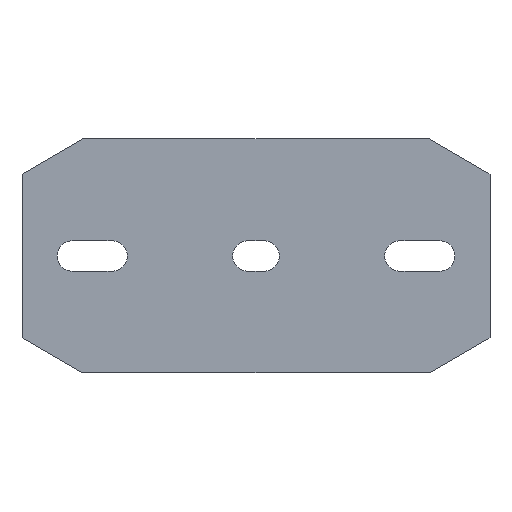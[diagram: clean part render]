
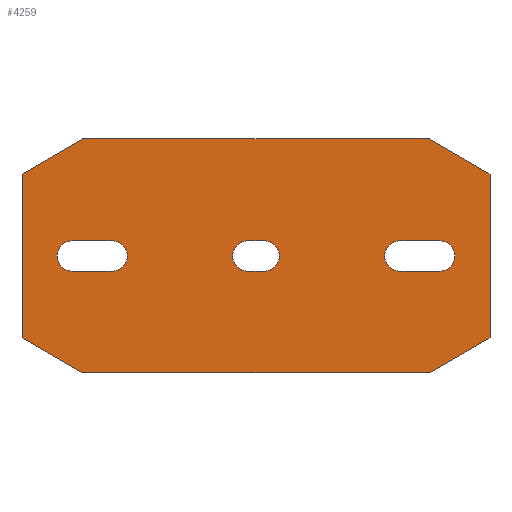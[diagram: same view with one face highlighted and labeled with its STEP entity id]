
A CAD part, front view. The second image highlights one B-rep face of the part: STEP entity #4259.
In plain terms, the highlighted planar face has unit normal (0, -1, 0).
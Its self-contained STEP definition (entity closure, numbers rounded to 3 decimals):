
#2=DIRECTION('',(-0.866,0.,0.5));
#3=VECTOR('',#2,30.);
#4=CARTESIAN_POINT('',(-74.019,0.,-50.));
#5=LINE('',#4,#3);
#6=DIRECTION('',(0.,0.,1.));
#7=VECTOR('',#6,70.);
#8=CARTESIAN_POINT('',(-100.,0.,-35.));
#9=LINE('',#8,#7);
#10=DIRECTION('',(0.866,0.,0.5));
#11=VECTOR('',#10,30.);
#12=CARTESIAN_POINT('',(-100.,0.,35.));
#13=LINE('',#12,#11);
#14=DIRECTION('',(1.,0.,0.));
#15=VECTOR('',#14,148.038);
#16=CARTESIAN_POINT('',(-74.019,0.,50.));
#17=LINE('',#16,#15);
#18=DIRECTION('',(0.866,0.,-0.5));
#19=VECTOR('',#18,30.);
#20=CARTESIAN_POINT('',(74.019,0.,50.));
#21=LINE('',#20,#19);
#22=DIRECTION('',(0.,0.,-1.));
#23=VECTOR('',#22,70.);
#24=CARTESIAN_POINT('',(100.,0.,35.));
#25=LINE('',#24,#23);
#26=DIRECTION('',(-0.866,0.,-0.5));
#27=VECTOR('',#26,30.);
#28=CARTESIAN_POINT('',(100.,0.,-35.));
#29=LINE('',#28,#27);
#30=DIRECTION('',(-1.,0.,0.));
#31=VECTOR('',#30,148.038);
#32=CARTESIAN_POINT('',(74.019,0.,-50.));
#33=LINE('',#32,#31);
#34=CARTESIAN_POINT('',(-78.5,0.,0.));
#35=DIRECTION('',(0.,1.,0.));
#36=DIRECTION('',(0.,0.,-1.));
#37=AXIS2_PLACEMENT_3D('',#34,#35,#36);
#39=DIRECTION('',(-1.,0.,0.));
#40=VECTOR('',#39,17.);
#41=CARTESIAN_POINT('',(-61.5,0.,-6.5));
#42=LINE('',#41,#40);
#43=CARTESIAN_POINT('',(-61.5,0.,0.));
#44=DIRECTION('',(0.,1.,0.));
#45=DIRECTION('',(0.,0.,1.));
#46=AXIS2_PLACEMENT_3D('',#43,#44,#45);
#48=DIRECTION('',(1.,0.,0.));
#49=VECTOR('',#48,17.);
#50=CARTESIAN_POINT('',(-78.5,0.,6.5));
#51=LINE('',#50,#49);
#52=CARTESIAN_POINT('',(78.5,0.,0.));
#53=DIRECTION('',(0.,-1.,0.));
#54=DIRECTION('',(0.,0.,-1.));
#55=AXIS2_PLACEMENT_3D('',#52,#53,#54);
#57=DIRECTION('',(-1.,0.,0.));
#58=VECTOR('',#57,17.);
#59=CARTESIAN_POINT('',(78.5,0.,6.5));
#60=LINE('',#59,#58);
#61=CARTESIAN_POINT('',(61.5,0.,0.));
#62=DIRECTION('',(0.,-1.,0.));
#63=DIRECTION('',(0.,0.,1.));
#64=AXIS2_PLACEMENT_3D('',#61,#62,#63);
#66=DIRECTION('',(1.,0.,0.));
#67=VECTOR('',#66,17.);
#68=CARTESIAN_POINT('',(61.5,0.,-6.5));
#69=LINE('',#68,#67);
#70=CARTESIAN_POINT('',(-3.5,0.,0.));
#71=DIRECTION('',(0.,1.,0.));
#72=DIRECTION('',(0.,0.,-1.));
#73=AXIS2_PLACEMENT_3D('',#70,#71,#72);
#75=DIRECTION('',(-1.,0.,0.));
#76=VECTOR('',#75,7.);
#77=CARTESIAN_POINT('',(3.5,0.,-6.5));
#78=LINE('',#77,#76);
#79=CARTESIAN_POINT('',(3.5,0.,0.));
#80=DIRECTION('',(0.,1.,0.));
#81=DIRECTION('',(0.,0.,1.));
#82=AXIS2_PLACEMENT_3D('',#79,#80,#81);
#84=DIRECTION('',(1.,0.,0.));
#85=VECTOR('',#84,7.);
#86=CARTESIAN_POINT('',(-3.5,0.,6.5));
#87=LINE('',#86,#85);
#3214=CARTESIAN_POINT('',(-74.019,0.,-50.));
#3215=CARTESIAN_POINT('',(-100.,0.,-35.));
#3216=VERTEX_POINT('',#3214);
#3217=VERTEX_POINT('',#3215);
#3218=CARTESIAN_POINT('',(-100.,0.,35.));
#3219=VERTEX_POINT('',#3218);
#3220=CARTESIAN_POINT('',(-74.019,0.,50.));
#3221=VERTEX_POINT('',#3220);
#3222=CARTESIAN_POINT('',(74.019,0.,50.));
#3223=VERTEX_POINT('',#3222);
#3224=CARTESIAN_POINT('',(100.,0.,35.));
#3225=VERTEX_POINT('',#3224);
#3226=CARTESIAN_POINT('',(100.,0.,-35.));
#3227=VERTEX_POINT('',#3226);
#3228=CARTESIAN_POINT('',(74.019,0.,-50.));
#3229=VERTEX_POINT('',#3228);
#3246=CARTESIAN_POINT('',(-78.5,0.,-6.5));
#3247=CARTESIAN_POINT('',(-78.5,0.,6.5));
#3248=VERTEX_POINT('',#3246);
#3249=VERTEX_POINT('',#3247);
#3250=CARTESIAN_POINT('',(-61.5,0.,6.5));
#3251=VERTEX_POINT('',#3250);
#3252=CARTESIAN_POINT('',(-61.5,0.,-6.5));
#3253=VERTEX_POINT('',#3252);
#3262=CARTESIAN_POINT('',(78.5,0.,-6.5));
#3263=CARTESIAN_POINT('',(78.5,0.,6.5));
#3264=VERTEX_POINT('',#3262);
#3265=VERTEX_POINT('',#3263);
#3266=CARTESIAN_POINT('',(61.5,0.,6.5));
#3267=VERTEX_POINT('',#3266);
#3268=CARTESIAN_POINT('',(61.5,0.,-6.5));
#3269=VERTEX_POINT('',#3268);
#3278=CARTESIAN_POINT('',(-3.5,0.,-6.5));
#3279=CARTESIAN_POINT('',(-3.5,0.,6.5));
#3280=VERTEX_POINT('',#3278);
#3281=VERTEX_POINT('',#3279);
#3282=CARTESIAN_POINT('',(3.5,0.,6.5));
#3283=VERTEX_POINT('',#3282);
#3284=CARTESIAN_POINT('',(3.5,0.,-6.5));
#3285=VERTEX_POINT('',#3284);
#4206=CARTESIAN_POINT('',(0.,0.,0.));
#4207=DIRECTION('',(0.,1.,0.));
#4208=DIRECTION('',(1.,0.,0.));
#4209=AXIS2_PLACEMENT_3D('',#4206,#4207,#4208);
#4210=PLANE('',#4209);
#4212=ORIENTED_EDGE('',*,*,#4211,.T.);
#4214=ORIENTED_EDGE('',*,*,#4213,.T.);
#4216=ORIENTED_EDGE('',*,*,#4215,.T.);
#4218=ORIENTED_EDGE('',*,*,#4217,.T.);
#4220=ORIENTED_EDGE('',*,*,#4219,.T.);
#4222=ORIENTED_EDGE('',*,*,#4221,.T.);
#4224=ORIENTED_EDGE('',*,*,#4223,.T.);
#4226=ORIENTED_EDGE('',*,*,#4225,.T.);
#4227=EDGE_LOOP('',(#4212,#4214,#4216,#4218,#4220,#4222,#4224,#4226));
#4228=FACE_OUTER_BOUND('',#4227,.F.);
#4230=ORIENTED_EDGE('',*,*,#4229,.F.);
#4232=ORIENTED_EDGE('',*,*,#4231,.F.);
#4234=ORIENTED_EDGE('',*,*,#4233,.F.);
#4236=ORIENTED_EDGE('',*,*,#4235,.F.);
#4237=EDGE_LOOP('',(#4230,#4232,#4234,#4236));
#4238=FACE_BOUND('',#4237,.F.);
#4240=ORIENTED_EDGE('',*,*,#4239,.T.);
#4242=ORIENTED_EDGE('',*,*,#4241,.T.);
#4244=ORIENTED_EDGE('',*,*,#4243,.T.);
#4246=ORIENTED_EDGE('',*,*,#4245,.T.);
#4247=EDGE_LOOP('',(#4240,#4242,#4244,#4246));
#4248=FACE_BOUND('',#4247,.F.);
#4250=ORIENTED_EDGE('',*,*,#4249,.F.);
#4252=ORIENTED_EDGE('',*,*,#4251,.F.);
#4254=ORIENTED_EDGE('',*,*,#4253,.F.);
#4256=ORIENTED_EDGE('',*,*,#4255,.F.);
#4257=EDGE_LOOP('',(#4250,#4252,#4254,#4256));
#4258=FACE_BOUND('',#4257,.F.);
#4259=ADVANCED_FACE('',(#4228,#4238,#4248,#4258),#4210,.F.);
#38=CIRCLE('',#37,6.5);
#47=CIRCLE('',#46,6.5);
#56=CIRCLE('',#55,6.5);
#65=CIRCLE('',#64,6.5);
#74=CIRCLE('',#73,6.5);
#83=CIRCLE('',#82,6.5);
#4211=EDGE_CURVE('',#3216,#3217,#5,.T.);
#4213=EDGE_CURVE('',#3217,#3219,#9,.T.);
#4215=EDGE_CURVE('',#3219,#3221,#13,.T.);
#4217=EDGE_CURVE('',#3221,#3223,#17,.T.);
#4219=EDGE_CURVE('',#3223,#3225,#21,.T.);
#4221=EDGE_CURVE('',#3225,#3227,#25,.T.);
#4223=EDGE_CURVE('',#3227,#3229,#29,.T.);
#4225=EDGE_CURVE('',#3229,#3216,#33,.T.);
#4229=EDGE_CURVE('',#3248,#3249,#38,.T.);
#4231=EDGE_CURVE('',#3253,#3248,#42,.T.);
#4233=EDGE_CURVE('',#3251,#3253,#47,.T.);
#4235=EDGE_CURVE('',#3249,#3251,#51,.T.);
#4239=EDGE_CURVE('',#3264,#3265,#56,.T.);
#4241=EDGE_CURVE('',#3265,#3267,#60,.T.);
#4243=EDGE_CURVE('',#3267,#3269,#65,.T.);
#4245=EDGE_CURVE('',#3269,#3264,#69,.T.);
#4249=EDGE_CURVE('',#3280,#3281,#74,.T.);
#4251=EDGE_CURVE('',#3285,#3280,#78,.T.);
#4253=EDGE_CURVE('',#3283,#3285,#83,.T.);
#4255=EDGE_CURVE('',#3281,#3283,#87,.T.);
